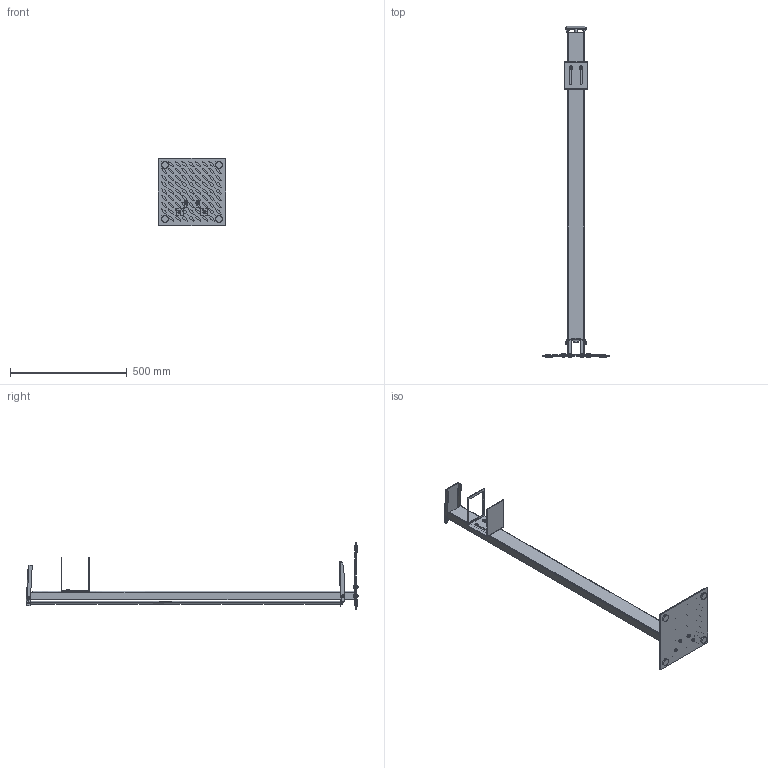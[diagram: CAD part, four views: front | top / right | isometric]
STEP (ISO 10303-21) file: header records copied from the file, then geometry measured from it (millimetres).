
FILE_DESCRIPTION(('FreeCAD Model'),'2;1');
FILE_NAME('Open CASCADE Shape Model','2025-04-29T22:51:18',('FreeCAD'),( 'FreeCAD'),'Open CASCADE STEP processor 7.6','FreeCAD','Unknown');
FILE_SCHEMA(('AUTOMOTIVE_DESIGN { 1 0 10303 214 1 1 1 1 }'));
Products named in the file (1): Open CASCADE STEP translator 7.6 1
Bounding box: 288.94 x 1419.7 x 288.94 mm (x, y, z)
Volume: 1125708.3 mm3; surface area: 771935.9 mm2
Topology: 28 solids, 28 shells, 2430 faces, 5418 edges, 3112 vertices
Faces by surface type: bspline 2430
Entity records: 69945 total; most frequent: CARTESIAN_POINT 39831, ORIENTED_EDGE 10796, EDGE_CURVE 5398, VERTEX_POINT 3112, B_SPLINE_CURVE_WITH_KNOTS 2592, FACE_BOUND 2590, EDGE_LOOP 2590, ADVANCED_FACE 2430
